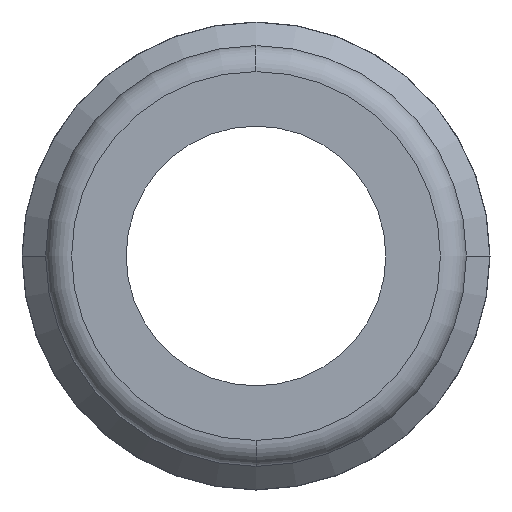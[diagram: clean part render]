
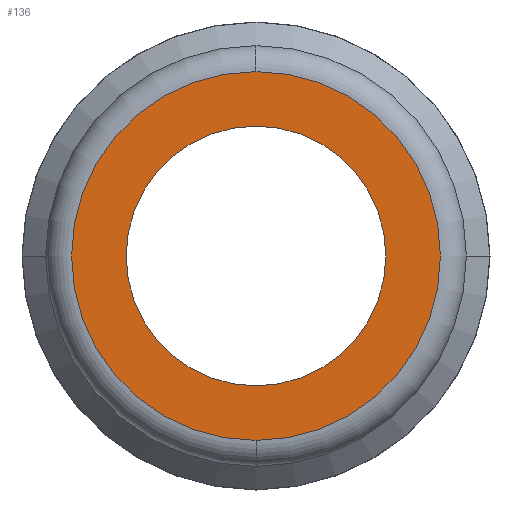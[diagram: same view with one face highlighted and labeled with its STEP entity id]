
A CAD part, front view. The second image highlights one B-rep face of the part: STEP entity #136.
In plain terms, the highlighted planar face has unit normal (0, -1, 0).
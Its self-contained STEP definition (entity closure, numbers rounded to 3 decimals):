
#136=ADVANCED_FACE('',(#273,#274),#275,.T.);
#273=FACE_BOUND('',#402,.T.);
#274=FACE_OUTER_BOUND('',#403,.T.);
#275=PLANE('',#404);
#402=EDGE_LOOP('',(#708,#709));
#403=EDGE_LOOP('',(#710,#711,#712));
#404=AXIS2_PLACEMENT_3D('',#713,#714,#715);
#708=ORIENTED_EDGE('',*,*,#788,.T.);
#709=ORIENTED_EDGE('',*,*,#786,.T.);
#710=ORIENTED_EDGE('',*,*,#759,.F.);
#711=ORIENTED_EDGE('',*,*,#758,.F.);
#712=ORIENTED_EDGE('',*,*,#810,.F.);
#713=CARTESIAN_POINT('',(1.775,0.0,0.0));
#714=DIRECTION('',(-0.0,-1.0,-0.0));
#715=DIRECTION('',(-1.0,0.0,0.0));
#758=EDGE_CURVE('',#899,#902,#903,.T.);
#759=EDGE_CURVE('',#902,#904,#905,.T.);
#786=EDGE_CURVE('',#946,#950,#952,.T.);
#788=EDGE_CURVE('',#950,#946,#954,.T.);
#810=EDGE_CURVE('',#904,#899,#976,.T.);
#899=VERTEX_POINT('',#1083);
#902=VERTEX_POINT('',#1086);
#903=CIRCLE('',#1087,3.55);
#904=VERTEX_POINT('',#1088);
#905=CIRCLE('',#1089,3.55);
#946=VERTEX_POINT('',#1138);
#950=VERTEX_POINT('',#1143);
#952=CIRCLE('',#1146,2.5);
#954=CIRCLE('',#1148,2.5);
#976=CIRCLE('',#1170,3.55);
#1083=CARTESIAN_POINT('',(0.,0.0,3.55));
#1086=CARTESIAN_POINT('',(3.55,0.0,0.0));
#1087=AXIS2_PLACEMENT_3D('',#1253,#1254,#1255);
#1088=CARTESIAN_POINT('',(0.,0.0,-3.55));
#1089=AXIS2_PLACEMENT_3D('',#1256,#1257,#1258);
#1138=CARTESIAN_POINT('',(2.5,0.0,0.));
#1143=CARTESIAN_POINT('',(-2.5,0.0,0.));
#1146=AXIS2_PLACEMENT_3D('',#1302,#1303,#1304);
#1148=AXIS2_PLACEMENT_3D('',#1305,#1306,#1307);
#1170=AXIS2_PLACEMENT_3D('',#1341,#1342,#1343);
#1253=CARTESIAN_POINT('',(0.0,0.0,0.0));
#1254=DIRECTION('',(-0.0,1.0,0.0));
#1255=DIRECTION('',(1.0,0.0,0.0));
#1256=CARTESIAN_POINT('',(0.0,0.0,0.0));
#1257=DIRECTION('',(-0.0,1.0,0.0));
#1258=DIRECTION('',(1.0,0.0,0.0));
#1302=CARTESIAN_POINT('',(0.0,0.0,0.0));
#1303=DIRECTION('',(-0.0,1.0,0.0));
#1304=DIRECTION('',(1.0,0.0,0.0));
#1305=CARTESIAN_POINT('',(0.0,0.0,0.0));
#1306=DIRECTION('',(-0.0,1.0,0.0));
#1307=DIRECTION('',(1.0,0.0,0.0));
#1341=CARTESIAN_POINT('',(0.0,0.0,0.0));
#1342=DIRECTION('',(-0.0,1.0,0.0));
#1343=DIRECTION('',(1.0,0.0,0.0));
